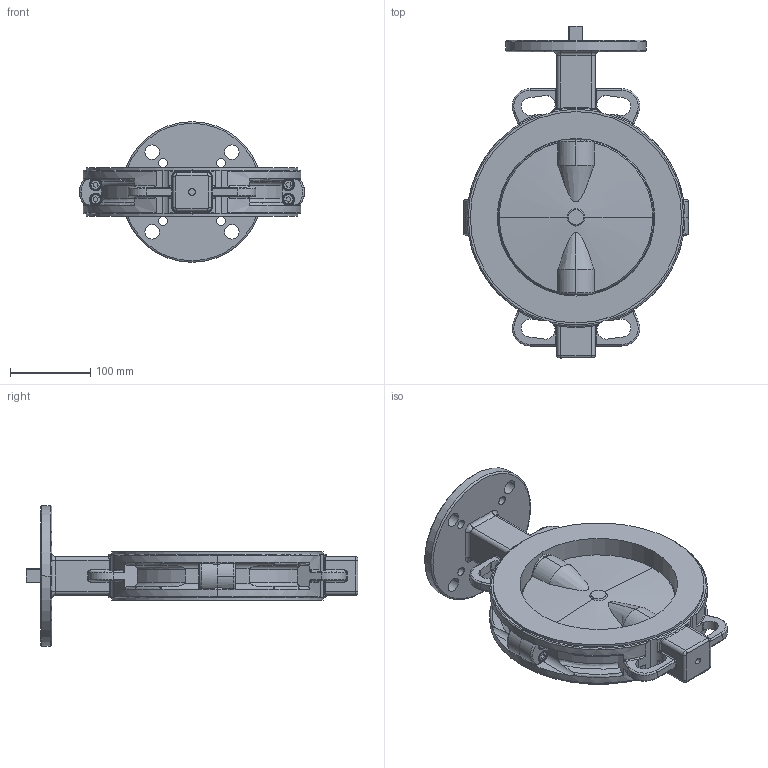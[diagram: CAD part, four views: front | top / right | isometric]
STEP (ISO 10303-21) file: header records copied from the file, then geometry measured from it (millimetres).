
FILE_DESCRIPTION (( 'STEP AP214' ), '1' );
FILE_NAME ('AS-W1-0800-PMR-XA.step', '2019-08-26T11:40:03', ( '' ), ( '' ), 'SwSTEP 2.0', 'SolidWorks 2019', '' );
FILE_SCHEMA (( 'AUTOMOTIVE_DESIGN' ));
Length unit declared in the file: inch
Products named in the file (2): AS-W1-0800-PMR-XA
Bounding box: 280 x 413.03 x 175 mm (x, y, z)
Surface area: 373578.4 mm2 (no closed solid volume)
Topology: 0 solids, 13 shells, 470 faces, 1269 edges, 792 vertices
Faces by surface type: cylinder 174, torus 120, plane 87, cone 58, bspline 24, sphere 7
Entity records: 24190 total; most frequent: CARTESIAN_POINT 6403, DIRECTION 2535, ORIENTED_EDGE 2384, EDGE_CURVE 1262, AXIS2_PLACEMENT_3D 1060, VERTEX_POINT 792, CIRCLE 612, EDGE_LOOP 499
